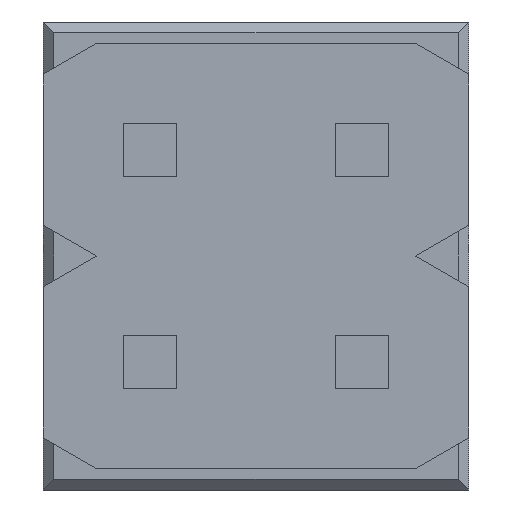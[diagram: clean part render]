
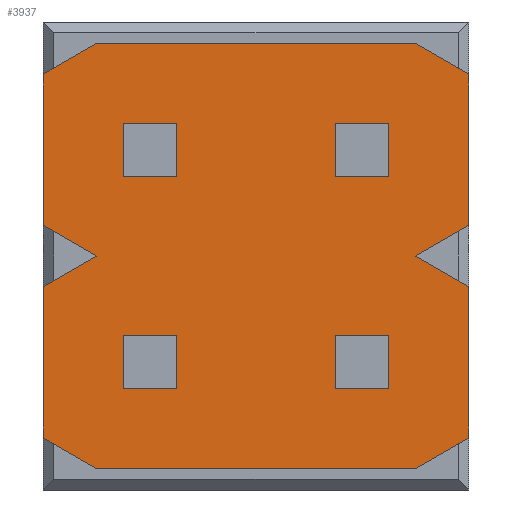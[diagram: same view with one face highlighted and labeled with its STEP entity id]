
A CAD part, front view. The second image highlights one B-rep face of the part: STEP entity #3937.
In plain terms, the highlighted planar face has unit normal (0, -1, 0).
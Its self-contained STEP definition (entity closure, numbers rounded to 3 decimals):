
#3069=DIRECTION('',(1.,0.,0.));
#3070=VECTOR('',#3069,3.);
#3071=CARTESIAN_POINT('',(-1.5,-2.17,2.));
#3072=LINE('',#3071,#3070);
#3090=DIRECTION('',(-1.,0.,0.));
#3091=VECTOR('',#3090,0.5);
#3092=CARTESIAN_POINT('',(1.25,-2.17,-1.25));
#3093=LINE('',#3092,#3091);
#3097=DIRECTION('',(0.,0.,-1.));
#3098=VECTOR('',#3097,0.5);
#3099=CARTESIAN_POINT('',(1.25,-2.17,-0.75));
#3100=LINE('',#3099,#3098);
#3104=DIRECTION('',(1.,0.,0.));
#3105=VECTOR('',#3104,0.5);
#3106=CARTESIAN_POINT('',(0.75,-2.17,-0.75));
#3107=LINE('',#3106,#3105);
#3111=DIRECTION('',(0.,0.,1.));
#3112=VECTOR('',#3111,0.5);
#3113=CARTESIAN_POINT('',(0.75,-2.17,-1.25));
#3114=LINE('',#3113,#3112);
#3118=DIRECTION('',(0.,0.,1.));
#3119=VECTOR('',#3118,0.5);
#3120=CARTESIAN_POINT('',(-1.25,-2.17,-1.25));
#3121=LINE('',#3120,#3119);
#3125=DIRECTION('',(-1.,0.,0.));
#3126=VECTOR('',#3125,0.5);
#3127=CARTESIAN_POINT('',(-0.75,-2.17,-1.25));
#3128=LINE('',#3127,#3126);
#3132=DIRECTION('',(0.,0.,-1.));
#3133=VECTOR('',#3132,0.5);
#3134=CARTESIAN_POINT('',(-0.75,-2.17,-0.75));
#3135=LINE('',#3134,#3133);
#3139=DIRECTION('',(1.,0.,0.));
#3140=VECTOR('',#3139,0.5);
#3141=CARTESIAN_POINT('',(-1.25,-2.17,-0.75));
#3142=LINE('',#3141,#3140);
#3146=DIRECTION('',(-1.,0.,0.));
#3147=VECTOR('',#3146,0.5);
#3148=CARTESIAN_POINT('',(1.25,-2.17,0.75));
#3149=LINE('',#3148,#3147);
#3153=DIRECTION('',(0.,0.,-1.));
#3154=VECTOR('',#3153,0.5);
#3155=CARTESIAN_POINT('',(1.25,-2.17,1.25));
#3156=LINE('',#3155,#3154);
#3160=DIRECTION('',(1.,0.,0.));
#3161=VECTOR('',#3160,0.5);
#3162=CARTESIAN_POINT('',(0.75,-2.17,1.25));
#3163=LINE('',#3162,#3161);
#3167=DIRECTION('',(0.,0.,1.));
#3168=VECTOR('',#3167,0.5);
#3169=CARTESIAN_POINT('',(0.75,-2.17,0.75));
#3170=LINE('',#3169,#3168);
#3174=DIRECTION('',(0.,0.,1.));
#3175=VECTOR('',#3174,0.5);
#3176=CARTESIAN_POINT('',(-1.25,-2.17,0.75));
#3177=LINE('',#3176,#3175);
#3181=DIRECTION('',(-1.,0.,0.));
#3182=VECTOR('',#3181,0.5);
#3183=CARTESIAN_POINT('',(-0.75,-2.17,0.75));
#3184=LINE('',#3183,#3182);
#3188=DIRECTION('',(0.,0.,-1.));
#3189=VECTOR('',#3188,0.5);
#3190=CARTESIAN_POINT('',(-0.75,-2.17,1.25));
#3191=LINE('',#3190,#3189);
#3195=DIRECTION('',(1.,0.,0.));
#3196=VECTOR('',#3195,0.5);
#3197=CARTESIAN_POINT('',(-1.25,-2.17,1.25));
#3198=LINE('',#3197,#3196);
#3202=DIRECTION('',(-0.866,0.,0.5));
#3203=VECTOR('',#3202,0.577);
#3204=CARTESIAN_POINT('',(2.,-2.17,1.711));
#3205=LINE('',#3204,#3203);
#3209=DIRECTION('',(0.866,0.,0.5));
#3210=VECTOR('',#3209,0.577);
#3211=CARTESIAN_POINT('',(1.5,-2.17,0.));
#3212=LINE('',#3211,#3210);
#3216=DIRECTION('',(-0.866,0.,0.5));
#3217=VECTOR('',#3216,0.577);
#3218=CARTESIAN_POINT('',(2.,-2.17,-0.289));
#3219=LINE('',#3218,#3217);
#3223=DIRECTION('',(0.866,0.,0.5));
#3224=VECTOR('',#3223,0.577);
#3225=CARTESIAN_POINT('',(1.5,-2.17,-2.));
#3226=LINE('',#3225,#3224);
#3230=DIRECTION('',(0.866,0.,-0.5));
#3231=VECTOR('',#3230,0.577);
#3232=CARTESIAN_POINT('',(-2.,-2.17,-1.711));
#3233=LINE('',#3232,#3231);
#3237=DIRECTION('',(0.,0.,1.));
#3238=VECTOR('',#3237,1.423);
#3239=CARTESIAN_POINT('',(-2.,-2.17,-1.711));
#3240=LINE('',#3239,#3238);
#3244=DIRECTION('',(-0.866,0.,-0.5));
#3245=VECTOR('',#3244,0.577);
#3246=CARTESIAN_POINT('',(-1.5,-2.17,0.));
#3247=LINE('',#3246,#3245);
#3251=DIRECTION('',(0.866,0.,-0.5));
#3252=VECTOR('',#3251,0.577);
#3253=CARTESIAN_POINT('',(-2.,-2.17,0.289));
#3254=LINE('',#3253,#3252);
#3258=DIRECTION('',(0.,0.,1.));
#3259=VECTOR('',#3258,1.423);
#3260=CARTESIAN_POINT('',(-2.,-2.17,0.289));
#3261=LINE('',#3260,#3259);
#3265=DIRECTION('',(-0.866,0.,-0.5));
#3266=VECTOR('',#3265,0.577);
#3267=CARTESIAN_POINT('',(-1.5,-2.17,2.));
#3268=LINE('',#3267,#3266);
#3601=DIRECTION('',(1.,0.,0.));
#3602=VECTOR('',#3601,3.);
#3603=CARTESIAN_POINT('',(-1.5,-2.17,-2.));
#3604=LINE('',#3603,#3602);
#3629=DIRECTION('',(0.,0.,1.));
#3630=VECTOR('',#3629,1.423);
#3631=CARTESIAN_POINT('',(2.,-2.17,-1.711));
#3632=LINE('',#3631,#3630);
#3657=DIRECTION('',(0.,0.,1.));
#3658=VECTOR('',#3657,1.423);
#3659=CARTESIAN_POINT('',(2.,-2.17,0.289));
#3660=LINE('',#3659,#3658);
#3699=CARTESIAN_POINT('',(1.25,-2.17,-1.25));
#3700=CARTESIAN_POINT('',(0.75,-2.17,-1.25));
#3701=VERTEX_POINT('',#3699);
#3702=VERTEX_POINT('',#3700);
#3703=CARTESIAN_POINT('',(0.75,-2.17,-0.75));
#3704=VERTEX_POINT('',#3703);
#3705=CARTESIAN_POINT('',(1.25,-2.17,-0.75));
#3706=VERTEX_POINT('',#3705);
#3707=CARTESIAN_POINT('',(-1.25,-2.17,-1.25));
#3708=CARTESIAN_POINT('',(-1.25,-2.17,-0.75));
#3709=VERTEX_POINT('',#3707);
#3710=VERTEX_POINT('',#3708);
#3711=CARTESIAN_POINT('',(-0.75,-2.17,-0.75));
#3712=VERTEX_POINT('',#3711);
#3713=CARTESIAN_POINT('',(-0.75,-2.17,-1.25));
#3714=VERTEX_POINT('',#3713);
#3715=CARTESIAN_POINT('',(1.25,-2.17,0.75));
#3716=CARTESIAN_POINT('',(0.75,-2.17,0.75));
#3717=VERTEX_POINT('',#3715);
#3718=VERTEX_POINT('',#3716);
#3719=CARTESIAN_POINT('',(0.75,-2.17,1.25));
#3720=VERTEX_POINT('',#3719);
#3721=CARTESIAN_POINT('',(1.25,-2.17,1.25));
#3722=VERTEX_POINT('',#3721);
#3723=CARTESIAN_POINT('',(-1.25,-2.17,0.75));
#3724=CARTESIAN_POINT('',(-1.25,-2.17,1.25));
#3725=VERTEX_POINT('',#3723);
#3726=VERTEX_POINT('',#3724);
#3727=CARTESIAN_POINT('',(-0.75,-2.17,1.25));
#3728=VERTEX_POINT('',#3727);
#3729=CARTESIAN_POINT('',(-0.75,-2.17,0.75));
#3730=VERTEX_POINT('',#3729);
#3731=CARTESIAN_POINT('',(1.5,-2.17,-2.));
#3732=CARTESIAN_POINT('',(2.,-2.17,-1.711));
#3733=VERTEX_POINT('',#3731);
#3734=VERTEX_POINT('',#3732);
#3735=CARTESIAN_POINT('',(-2.,-2.17,-1.711));
#3736=CARTESIAN_POINT('',(-1.5,-2.17,-2.));
#3737=VERTEX_POINT('',#3735);
#3738=VERTEX_POINT('',#3736);
#3739=CARTESIAN_POINT('',(1.5,-2.17,0.));
#3740=CARTESIAN_POINT('',(2.,-2.17,0.289));
#3741=VERTEX_POINT('',#3739);
#3742=VERTEX_POINT('',#3740);
#3743=CARTESIAN_POINT('',(2.,-2.17,-0.289));
#3744=VERTEX_POINT('',#3743);
#3745=CARTESIAN_POINT('',(-1.5,-2.17,0.));
#3746=CARTESIAN_POINT('',(-2.,-2.17,-0.289));
#3747=VERTEX_POINT('',#3745);
#3748=VERTEX_POINT('',#3746);
#3749=CARTESIAN_POINT('',(-2.,-2.17,0.289));
#3750=VERTEX_POINT('',#3749);
#3751=CARTESIAN_POINT('',(2.,-2.17,1.711));
#3752=CARTESIAN_POINT('',(1.5,-2.17,2.));
#3753=VERTEX_POINT('',#3751);
#3754=VERTEX_POINT('',#3752);
#3755=CARTESIAN_POINT('',(-1.5,-2.17,2.));
#3756=CARTESIAN_POINT('',(-2.,-2.17,1.711));
#3757=VERTEX_POINT('',#3755);
#3758=VERTEX_POINT('',#3756);
#3864=CARTESIAN_POINT('',(-2.,-2.17,-2.));
#3865=DIRECTION('',(0.,-1.,0.));
#3866=DIRECTION('',(1.,0.,0.));
#3867=AXIS2_PLACEMENT_3D('',#3864,#3865,#3866);
#3868=PLANE('',#3867);
#3870=ORIENTED_EDGE('',*,*,#3869,.F.);
#3872=ORIENTED_EDGE('',*,*,#3871,.F.);
#3874=ORIENTED_EDGE('',*,*,#3873,.F.);
#3876=ORIENTED_EDGE('',*,*,#3875,.F.);
#3878=ORIENTED_EDGE('',*,*,#3877,.F.);
#3880=ORIENTED_EDGE('',*,*,#3879,.F.);
#3882=ORIENTED_EDGE('',*,*,#3881,.F.);
#3884=ORIENTED_EDGE('',*,*,#3883,.F.);
#3886=ORIENTED_EDGE('',*,*,#3885,.T.);
#3888=ORIENTED_EDGE('',*,*,#3887,.F.);
#3890=ORIENTED_EDGE('',*,*,#3889,.F.);
#3892=ORIENTED_EDGE('',*,*,#3891,.T.);
#3893=ORIENTED_EDGE('',*,*,#3857,.F.);
#3894=ORIENTED_EDGE('',*,*,#3828,.T.);
#3895=EDGE_LOOP('',(#3870,#3872,#3874,#3876,#3878,#3880,#3882,#3884,#3886,#3888,
#3890,#3892,#3893,#3894));
#3896=FACE_OUTER_BOUND('',#3895,.F.);
#3898=ORIENTED_EDGE('',*,*,#3897,.F.);
#3900=ORIENTED_EDGE('',*,*,#3899,.F.);
#3902=ORIENTED_EDGE('',*,*,#3901,.F.);
#3904=ORIENTED_EDGE('',*,*,#3903,.F.);
#3905=EDGE_LOOP('',(#3898,#3900,#3902,#3904));
#3906=FACE_BOUND('',#3905,.F.);
#3908=ORIENTED_EDGE('',*,*,#3907,.F.);
#3910=ORIENTED_EDGE('',*,*,#3909,.F.);
#3912=ORIENTED_EDGE('',*,*,#3911,.F.);
#3914=ORIENTED_EDGE('',*,*,#3913,.F.);
#3915=EDGE_LOOP('',(#3908,#3910,#3912,#3914));
#3916=FACE_BOUND('',#3915,.F.);
#3918=ORIENTED_EDGE('',*,*,#3917,.F.);
#3920=ORIENTED_EDGE('',*,*,#3919,.F.);
#3922=ORIENTED_EDGE('',*,*,#3921,.F.);
#3924=ORIENTED_EDGE('',*,*,#3923,.F.);
#3925=EDGE_LOOP('',(#3918,#3920,#3922,#3924));
#3926=FACE_BOUND('',#3925,.F.);
#3928=ORIENTED_EDGE('',*,*,#3927,.F.);
#3930=ORIENTED_EDGE('',*,*,#3929,.F.);
#3932=ORIENTED_EDGE('',*,*,#3931,.F.);
#3934=ORIENTED_EDGE('',*,*,#3933,.F.);
#3935=EDGE_LOOP('',(#3928,#3930,#3932,#3934));
#3936=FACE_BOUND('',#3935,.F.);
#3828=EDGE_CURVE('',#3757,#3754,#3072,.T.);
#3857=EDGE_CURVE('',#3757,#3758,#3268,.T.);
#3869=EDGE_CURVE('',#3753,#3754,#3205,.T.);
#3871=EDGE_CURVE('',#3742,#3753,#3660,.T.);
#3873=EDGE_CURVE('',#3741,#3742,#3212,.T.);
#3875=EDGE_CURVE('',#3744,#3741,#3219,.T.);
#3877=EDGE_CURVE('',#3734,#3744,#3632,.T.);
#3879=EDGE_CURVE('',#3733,#3734,#3226,.T.);
#3881=EDGE_CURVE('',#3738,#3733,#3604,.T.);
#3883=EDGE_CURVE('',#3737,#3738,#3233,.T.);
#3885=EDGE_CURVE('',#3737,#3748,#3240,.T.);
#3887=EDGE_CURVE('',#3747,#3748,#3247,.T.);
#3889=EDGE_CURVE('',#3750,#3747,#3254,.T.);
#3891=EDGE_CURVE('',#3750,#3758,#3261,.T.);
#3897=EDGE_CURVE('',#3709,#3710,#3121,.T.);
#3899=EDGE_CURVE('',#3714,#3709,#3128,.T.);
#3901=EDGE_CURVE('',#3712,#3714,#3135,.T.);
#3903=EDGE_CURVE('',#3710,#3712,#3142,.T.);
#3907=EDGE_CURVE('',#3717,#3718,#3149,.T.);
#3909=EDGE_CURVE('',#3722,#3717,#3156,.T.);
#3911=EDGE_CURVE('',#3720,#3722,#3163,.T.);
#3913=EDGE_CURVE('',#3718,#3720,#3170,.T.);
#3917=EDGE_CURVE('',#3725,#3726,#3177,.T.);
#3919=EDGE_CURVE('',#3730,#3725,#3184,.T.);
#3921=EDGE_CURVE('',#3728,#3730,#3191,.T.);
#3923=EDGE_CURVE('',#3726,#3728,#3198,.T.);
#3927=EDGE_CURVE('',#3701,#3702,#3093,.T.);
#3929=EDGE_CURVE('',#3706,#3701,#3100,.T.);
#3931=EDGE_CURVE('',#3704,#3706,#3107,.T.);
#3933=EDGE_CURVE('',#3702,#3704,#3114,.T.);
#3937=ADVANCED_FACE('',(#3896,#3906,#3916,#3926,#3936),#3868,.T.);
